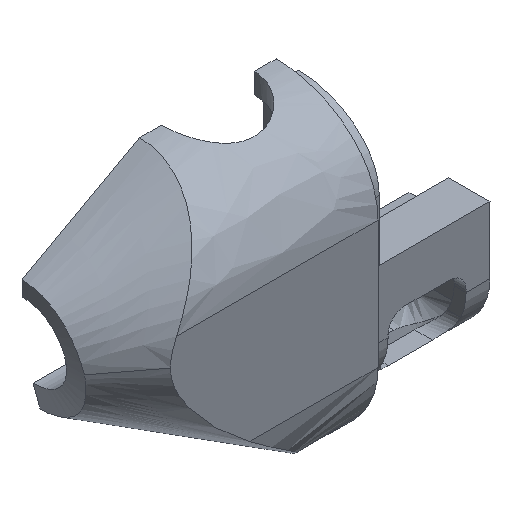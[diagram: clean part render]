
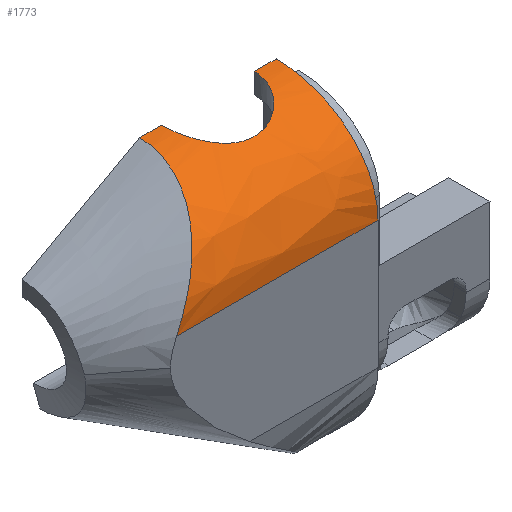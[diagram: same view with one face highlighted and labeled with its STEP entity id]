
A CAD part, isometric view. The second image highlights one B-rep face of the part: STEP entity #1773.
In plain terms, the highlighted free-form (B-spline) face has degree [1, 2] with [2, 5] control points.
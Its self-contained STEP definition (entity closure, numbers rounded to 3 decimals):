
#17=(
BOUNDED_SURFACE()
B_SPLINE_SURFACE(1,2,((#5800,#5801,#5802,#5803,#5804),(#5805,#5806,#5807,
#5808,#5809)),.UNSPECIFIED.,.F.,.F.,.F.)
B_SPLINE_SURFACE_WITH_KNOTS((2,2),(3,2,3),(0.,33.671),(111.113,
111.278,127.771),.UNSPECIFIED.)
GEOMETRIC_REPRESENTATION_ITEM()
RATIONAL_B_SPLINE_SURFACE(((1.,1.,1.,0.707,1.),(1.,1.,1.,0.707,
1.)))
REPRESENTATION_ITEM('')
SURFACE()
);
#68=B_SPLINE_CURVE_WITH_KNOTS('',3,(#5280,#5281,#5282,#5283,#5284,#5285,
#5286,#5287,#5288,#5289,#5290,#5291,#5292,#5293,#5294,#5295,#5296,#5297,
#5298,#5299,#5300,#5301,#5302),.UNSPECIFIED.,.F.,.F.,(4,1,1,1,1,1,1,1,1,
1,1,1,1,1,1,1,1,1,1,1,4),(-28.187,-27.568,-26.912,
-26.255,-25.599,-24.943,-24.286,
-23.63,-22.973,-22.317,-21.661,
-21.004,-20.348,-19.692,-19.035,
-18.379,-17.722,-17.066,-16.41,
-15.753,-15.097),.UNSPECIFIED.);
#69=B_SPLINE_CURVE_WITH_KNOTS('',3,(#5765,#5766,#5767,#5768,#5769,#5770,
#5771,#5772,#5773,#5774,#5775,#5776,#5777,#5778,#5779,#5780,#5781,#5782,
#5783,#5784,#5785,#5786,#5787,#5788,#5789,#5790),.UNSPECIFIED.,.F.,.F.,
(4,2,2,2,2,2,2,2,2,2,2,2,4),(-0.864,-0.804,-0.739,
-0.647,-0.542,-0.49,-0.458,
-0.43,-0.395,-0.332,-0.23,
-0.128,-0.015),.UNSPECIFIED.);
#105=ELLIPSE('',#1866,11.5,10.);
#191=FACE_OUTER_BOUND('',#286,.T.);
#286=EDGE_LOOP('',(#1537,#1538,#1539,#1540,#1541,#1542));
#371=LINE('',#3741,#562);
#431=LINE('',#4787,#622);
#474=LINE('',#5810,#665);
#562=VECTOR('',#2048,10.);
#622=VECTOR('',#2164,10.);
#665=VECTOR('',#2255,10.);
#760=VERTEX_POINT('',#3738);
#761=VERTEX_POINT('',#3740);
#811=VERTEX_POINT('',#4765);
#812=VERTEX_POINT('',#4767);
#815=VERTEX_POINT('',#4786);
#845=VERTEX_POINT('',#5764);
#951=EDGE_CURVE('',#761,#760,#371,.T.);
#1035=EDGE_CURVE('',#812,#811,#105,.T.);
#1039=EDGE_CURVE('',#815,#812,#431,.T.);
#1075=EDGE_CURVE('',#815,#760,#68,.T.);
#1087=EDGE_CURVE('',#845,#761,#69,.F.);
#1093=EDGE_CURVE('',#811,#845,#474,.T.);
#1537=ORIENTED_EDGE('',*,*,#1087,.T.);
#1538=ORIENTED_EDGE('',*,*,#951,.T.);
#1539=ORIENTED_EDGE('',*,*,#1075,.F.);
#1540=ORIENTED_EDGE('',*,*,#1039,.T.);
#1541=ORIENTED_EDGE('',*,*,#1035,.T.);
#1542=ORIENTED_EDGE('',*,*,#1093,.T.);
#1773=ADVANCED_FACE('',(#191),#17,.T.);
#1866=AXIS2_PLACEMENT_3D('',#4768,#2158,#2159);
#2048=DIRECTION('',(-1.,0.,0.));
#2158=DIRECTION('center_axis',(-1.,0.,0.));
#2159=DIRECTION('ref_axis',(0.,-1.,0.));
#2164=DIRECTION('',(1.,0.,0.));
#2255=DIRECTION('',(-1.,0.,0.));
#3738=CARTESIAN_POINT('',(-18.384,0.,11.05));
#3740=CARTESIAN_POINT('',(-15.934,0.,11.05));
#3741=CARTESIAN_POINT('',(-16.134,0.,11.05));
#4765=CARTESIAN_POINT('',(-2.984,0.,11.05));
#4767=CARTESIAN_POINT('',(-2.984,-11.5,1.05));
#4768=CARTESIAN_POINT('Origin',(-2.984,0.,
1.05));
#4786=CARTESIAN_POINT('',(-25.723,-11.499,1.05));
#4787=CARTESIAN_POINT('',(-25.723,-11.5,1.05));
#5280=CARTESIAN_POINT('Ctrl Pts',(-25.723,-11.5,1.05));
#5281=CARTESIAN_POINT('Ctrl Pts',(-25.601,-11.496,1.318));
#5282=CARTESIAN_POINT('Ctrl Pts',(-25.327,-11.476,1.862));
#5283=CARTESIAN_POINT('Ctrl Pts',(-24.868,-11.363,2.653));
#5284=CARTESIAN_POINT('Ctrl Pts',(-24.372,-11.182,3.428));
#5285=CARTESIAN_POINT('Ctrl Pts',(-23.86,-10.935,4.176));
#5286=CARTESIAN_POINT('Ctrl Pts',(-23.342,-10.628,4.896));
#5287=CARTESIAN_POINT('Ctrl Pts',(-22.826,-10.26,5.589));
#5288=CARTESIAN_POINT('Ctrl Pts',(-22.317,-9.834,6.252));
#5289=CARTESIAN_POINT('Ctrl Pts',(-21.82,-9.352,6.886));
#5290=CARTESIAN_POINT('Ctrl Pts',(-21.34,-8.815,7.488));
#5291=CARTESIAN_POINT('Ctrl Pts',(-20.881,-8.223,8.055));
#5292=CARTESIAN_POINT('Ctrl Pts',(-20.449,-7.58,8.584));
#5293=CARTESIAN_POINT('Ctrl Pts',(-20.046,-6.886,9.072));
#5294=CARTESIAN_POINT('Ctrl Pts',(-19.678,-6.145,9.515));
#5295=CARTESIAN_POINT('Ctrl Pts',(-19.347,-5.36,9.909));
#5296=CARTESIAN_POINT('Ctrl Pts',(-19.059,-4.534,10.252));
#5297=CARTESIAN_POINT('Ctrl Pts',(-18.818,-3.673,10.538));
#5298=CARTESIAN_POINT('Ctrl Pts',(-18.626,-2.782,10.765));
#5299=CARTESIAN_POINT('Ctrl Pts',(-18.487,-1.868,10.929));
#5300=CARTESIAN_POINT('Ctrl Pts',(-18.403,-0.938,11.028));
#5301=CARTESIAN_POINT('Ctrl Pts',(-18.384,-0.313,11.05));
#5302=CARTESIAN_POINT('Ctrl Pts',(-18.384,0.,
11.05));
#5764=CARTESIAN_POINT('',(-5.434,0.,11.05));
#5765=CARTESIAN_POINT('Ctrl Pts',(-15.934,0.,
11.05));
#5766=CARTESIAN_POINT('Ctrl Pts',(-15.934,-0.306,
11.05));
#5767=CARTESIAN_POINT('Ctrl Pts',(-15.908,-0.664,
11.04));
#5768=CARTESIAN_POINT('Ctrl Pts',(-15.735,-1.498,10.972));
#5769=CARTESIAN_POINT('Ctrl Pts',(-15.59,-1.919,10.916));
#5770=CARTESIAN_POINT('Ctrl Pts',(-15.123,-2.871,10.746));
#5771=CARTESIAN_POINT('Ctrl Pts',(-14.755,-3.372,10.619));
#5772=CARTESIAN_POINT('Ctrl Pts',(-13.808,-4.276,10.344));
#5773=CARTESIAN_POINT('Ctrl Pts',(-13.211,-4.655,10.197));
#5774=CARTESIAN_POINT('Ctrl Pts',(-12.227,-5.03,10.044));
#5775=CARTESIAN_POINT('Ctrl Pts',(-11.888,-5.122,10.004));
#5776=CARTESIAN_POINT('Ctrl Pts',(-11.327,-5.215,9.963));
#5777=CARTESIAN_POINT('Ctrl Pts',(-11.11,-5.237,9.953));
#5778=CARTESIAN_POINT('Ctrl Pts',(-10.698,-5.254,9.946));
#5779=CARTESIAN_POINT('Ctrl Pts',(-10.504,-5.251,9.947));
#5780=CARTESIAN_POINT('Ctrl Pts',(-10.073,-5.22,9.961));
#5781=CARTESIAN_POINT('Ctrl Pts',(-9.836,-5.187,9.976));
#5782=CARTESIAN_POINT('Ctrl Pts',(-9.188,-5.05,10.035));
#5783=CARTESIAN_POINT('Ctrl Pts',(-8.787,-4.913,10.093));
#5784=CARTESIAN_POINT('Ctrl Pts',(-7.794,-4.436,10.281));
#5785=CARTESIAN_POINT('Ctrl Pts',(-7.245,-4.024,10.429));
#5786=CARTESIAN_POINT('Ctrl Pts',(-6.332,-3.015,10.712));
#5787=CARTESIAN_POINT('Ctrl Pts',(-5.974,-2.421,10.843));
#5788=CARTESIAN_POINT('Ctrl Pts',(-5.484,-1.052,11.028));
#5789=CARTESIAN_POINT('Ctrl Pts',(-5.434,-0.429,11.05));
#5790=CARTESIAN_POINT('Ctrl Pts',(-5.434,0.,
11.05));
#5800=CARTESIAN_POINT('Ctrl Pts',(-2.984,0.163,11.05));
#5801=CARTESIAN_POINT('Ctrl Pts',(-2.984,0.081,
11.05));
#5802=CARTESIAN_POINT('Ctrl Pts',(-2.984,0.,
11.05));
#5803=CARTESIAN_POINT('Ctrl Pts',(-2.984,-11.5,11.05));
#5804=CARTESIAN_POINT('Ctrl Pts',(-2.984,-11.5,1.05));
#5805=CARTESIAN_POINT('Ctrl Pts',(-64.291,0.163,11.05));
#5806=CARTESIAN_POINT('Ctrl Pts',(-64.291,0.081,11.05));
#5807=CARTESIAN_POINT('Ctrl Pts',(-64.291,0.,
11.05));
#5808=CARTESIAN_POINT('Ctrl Pts',(-64.291,-11.5,11.05));
#5809=CARTESIAN_POINT('Ctrl Pts',(-64.291,-11.5,1.05));
#5810=CARTESIAN_POINT('',(-2.984,0.,11.05));
